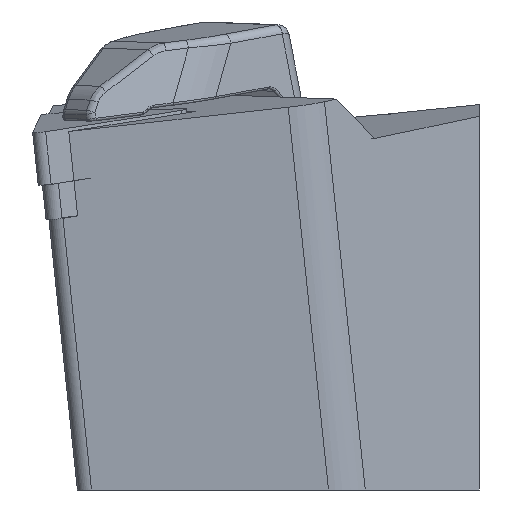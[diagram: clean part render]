
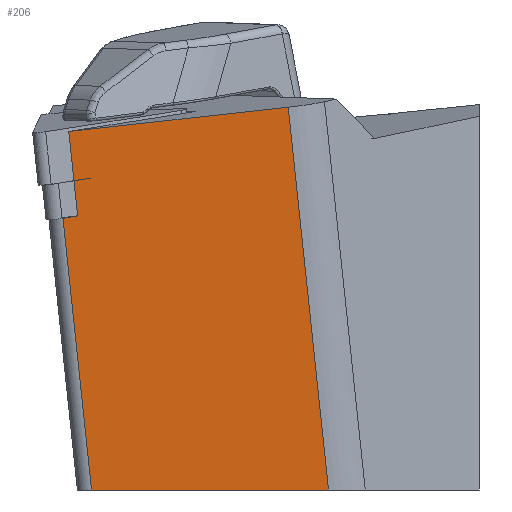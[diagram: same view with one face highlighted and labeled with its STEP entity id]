
A CAD part, left-side view. The second image highlights one B-rep face of the part: STEP entity #206.
In plain terms, the highlighted planar face has unit normal (-0.993, -0.063, -0.098).
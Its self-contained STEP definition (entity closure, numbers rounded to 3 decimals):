
#206=ADVANCED_FACE('',(#386),#336,.F.);
#336=PLANE('',#2184);
#386=FACE_OUTER_BOUND('',#510,.T.);
#510=EDGE_LOOP('',(#1027,#1028,#1029,#1030,#1031,#1032,#1033));
#648=LINE('',#3076,#817);
#651=LINE('',#3081,#820);
#673=LINE('',#3129,#842);
#674=LINE('',#3132,#843);
#675=LINE('',#3134,#844);
#676=LINE('',#3136,#845);
#677=LINE('',#3137,#846);
#817=VECTOR('',#2429,1.);
#820=VECTOR('',#2434,1.);
#842=VECTOR('',#2470,1.);
#843=VECTOR('',#2471,1.);
#844=VECTOR('',#2472,1.);
#845=VECTOR('',#2473,1.);
#846=VECTOR('',#2474,1.);
#1027=ORIENTED_EDGE('',*,*,#1822,.T.);
#1028=ORIENTED_EDGE('',*,*,#1823,.F.);
#1029=ORIENTED_EDGE('',*,*,#1824,.F.);
#1030=ORIENTED_EDGE('',*,*,#1825,.T.);
#1031=ORIENTED_EDGE('',*,*,#1798,.F.);
#1032=ORIENTED_EDGE('',*,*,#1795,.T.);
#1033=ORIENTED_EDGE('',*,*,#1826,.T.);
#1603=VERTEX_POINT('',#3074);
#1605=VERTEX_POINT('',#3077);
#1606=VERTEX_POINT('',#3082);
#1625=VERTEX_POINT('',#3130);
#1626=VERTEX_POINT('',#3131);
#1627=VERTEX_POINT('',#3133);
#1628=VERTEX_POINT('',#3135);
#1795=EDGE_CURVE('',#1605,#1603,#648,.T.);
#1798=EDGE_CURVE('',#1605,#1606,#651,.T.);
#1822=EDGE_CURVE('',#1625,#1626,#673,.T.);
#1823=EDGE_CURVE('',#1627,#1626,#674,.T.);
#1824=EDGE_CURVE('',#1628,#1627,#675,.T.);
#1825=EDGE_CURVE('',#1628,#1606,#676,.T.);
#1826=EDGE_CURVE('',#1603,#1625,#677,.T.);
#2184=AXIS2_PLACEMENT_3D('',#3138,#2475,#2476);
#2429=DIRECTION('',(0.105,-0.104,-0.989));
#2434=DIRECTION('',(0.052,-0.993,0.11));
#2470=DIRECTION('',(-0.052,0.993,-0.11));
#2471=DIRECTION('',(-0.105,0.104,0.989));
#2472=DIRECTION('',(-0.063,0.998,0.));
#2473=DIRECTION('',(-0.105,0.104,0.989));
#2474=DIRECTION('',(0.105,-0.104,-0.989));
#2475=DIRECTION('',(0.993,0.063,0.098));
#2476=DIRECTION('',(0.099,0.,-0.995));
#3074=CARTESIAN_POINT('',(-0.011,36.303,-4.164));
#3076=CARTESIAN_POINT('',(-0.724,37.012,2.582));
#3077=CARTESIAN_POINT('',(-0.477,36.767,0.248));
#3081=CARTESIAN_POINT('',(-0.547,38.088,0.102));
#3082=CARTESIAN_POINT('',(0.553,17.111,2.423));
#3129=CARTESIAN_POINT('',(0.252,37.293,-7.455));
#3130=CARTESIAN_POINT('',(0.321,35.973,-7.309));
#3131=CARTESIAN_POINT('',(0.252,37.293,-7.455));
#3132=CARTESIAN_POINT('',(3.603,33.961,-39.165));
#3133=CARTESIAN_POINT('',(2.831,34.729,-31.857));
#3134=CARTESIAN_POINT('',(2.882,33.915,-31.857));
#3135=CARTESIAN_POINT('',(4.176,13.508,-31.857));
#3136=CARTESIAN_POINT('',(4.703,12.984,-36.844));
#3137=CARTESIAN_POINT('',(-0.724,37.012,2.582));
#3138=CARTESIAN_POINT('',(3.603,33.961,-39.165));
